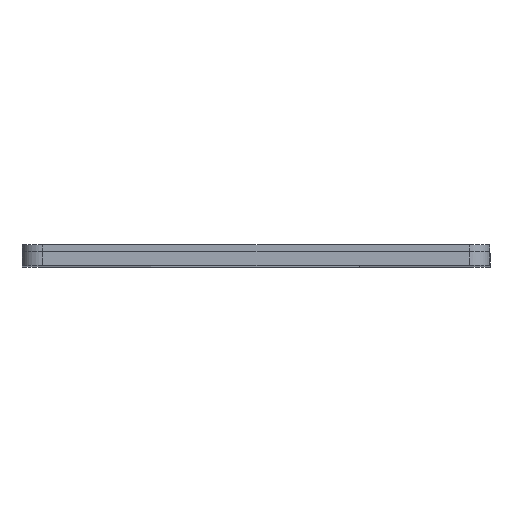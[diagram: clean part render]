
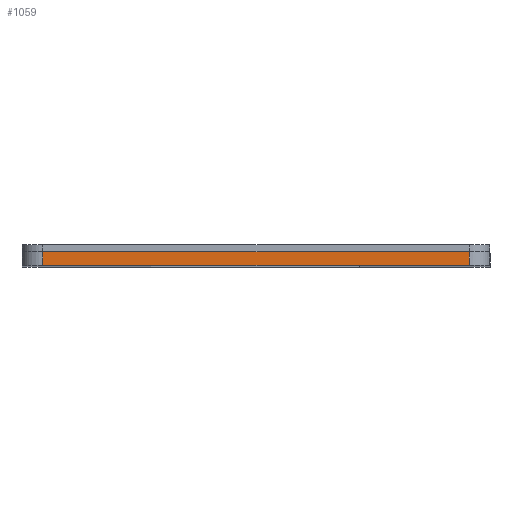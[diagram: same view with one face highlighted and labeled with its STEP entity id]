
A CAD part, top view. The second image highlights one B-rep face of the part: STEP entity #1059.
In plain terms, the highlighted face is planar.
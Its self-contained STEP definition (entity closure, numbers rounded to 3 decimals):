
#32 = ORIENTED_EDGE ( 'NONE', *, *, #1940, .T. ) ;
#184 = LINE ( 'NONE', #1888, #1547 ) ;
#187 = VECTOR ( 'NONE', #1051, 1000. ) ;
#221 = VERTEX_POINT ( 'NONE', #1117 ) ;
#230 = CARTESIAN_POINT ( 'NONE',  ( 77.5, 30.65, 0. ) ) ;
#386 = EDGE_CURVE ( 'NONE', #221, #796, #1212, .T. ) ;
#401 = FACE_OUTER_BOUND ( 'NONE', #522, .T. ) ;
#416 = LINE ( 'NONE', #1061, #1369 ) ;
#522 = EDGE_LOOP ( 'NONE', ( #996, #2022, #1079, #32 ) ) ;
#567 = CARTESIAN_POINT ( 'NONE',  ( 77.5, 30.65, 2. ) ) ;
#569 = DIRECTION ( 'NONE',  ( 0., 0., 1. ) ) ;
#577 = DIRECTION ( 'NONE',  ( -1., 0., 0. ) ) ;
#796 = VERTEX_POINT ( 'NONE', #230 ) ;
#849 = VECTOR ( 'NONE', #871, 1000. ) ;
#871 = DIRECTION ( 'NONE',  ( 0., 0., -1. ) ) ;
#996 = ORIENTED_EDGE ( 'NONE', *, *, #386, .T. ) ;
#1037 = PLANE ( 'NONE',  #1543 ) ;
#1051 = DIRECTION ( 'NONE',  ( 0., 1., 0. ) ) ;
#1059 = ADVANCED_FACE ( 'NONE', ( #401 ), #1037, .F. ) ;
#1061 = CARTESIAN_POINT ( 'NONE',  ( 77.5, 30.65, 2. ) ) ;
#1079 = ORIENTED_EDGE ( 'NONE', *, *, #1109, .F. ) ;
#1104 = CARTESIAN_POINT ( 'NONE',  ( 77.5, -30.65, 2. ) ) ;
#1109 = EDGE_CURVE ( 'NONE', #1205, #1457, #416, .T. ) ;
#1117 = CARTESIAN_POINT ( 'NONE',  ( 77.5, -30.65, 0. ) ) ;
#1205 = VERTEX_POINT ( 'NONE', #1104 ) ;
#1212 = LINE ( 'NONE', #1886, #187 ) ;
#1345 = CARTESIAN_POINT ( 'NONE',  ( 77.5, 30.65, 2. ) ) ;
#1369 = VECTOR ( 'NONE', #1908, 1000. ) ;
#1439 = EDGE_CURVE ( 'NONE', #1457, #796, #1661, .T. ) ;
#1457 = VERTEX_POINT ( 'NONE', #567 ) ;
#1543 = AXIS2_PLACEMENT_3D ( 'NONE', #1721, #577, #569 ) ;
#1547 = VECTOR ( 'NONE', #1865, 1000. ) ;
#1661 = LINE ( 'NONE', #1345, #849 ) ;
#1721 = CARTESIAN_POINT ( 'NONE',  ( 77.5, 30.65, 2. ) ) ;
#1865 = DIRECTION ( 'NONE',  ( 0., 0., -1. ) ) ;
#1886 = CARTESIAN_POINT ( 'NONE',  ( 77.5, 30.65, 0. ) ) ;
#1888 = CARTESIAN_POINT ( 'NONE',  ( 77.5, -30.65, 2. ) ) ;
#1908 = DIRECTION ( 'NONE',  ( 0., 1., 0. ) ) ;
#1940 = EDGE_CURVE ( 'NONE', #1205, #221, #184, .T. ) ;
#2022 = ORIENTED_EDGE ( 'NONE', *, *, #1439, .F. ) ;
